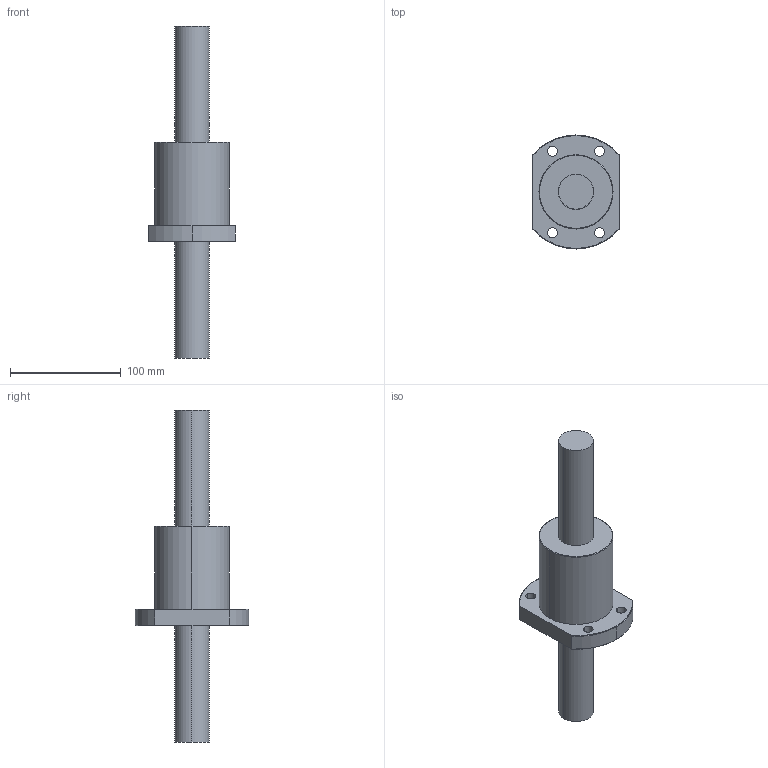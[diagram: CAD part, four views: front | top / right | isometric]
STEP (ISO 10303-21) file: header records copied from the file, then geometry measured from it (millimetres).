
FILE_DESCRIPTION (( 'STEP AP203' ), '1' );
FILE_NAME ('STK3210.STEP', '2014-07-02T01:38:31', ( 'woni' ), ( '' ), 'SwSTEP 2.0', 'SolidWorks 2013', '' );
FILE_SCHEMA (( 'CONFIG_CONTROL_DESIGN' ));
Length unit declared in the file: millimetre
Products named in the file (3): STK3210; RM3210
Assembly tree (2 placements, depth 2):
  STK3210
    RM3210
    STK3210
Bounding box: 78 x 103 x 300 mm (x, y, z)
Volume: 530791 mm3; surface area: 74998.4 mm2
Topology: 2 solids, 2 shells, 37 faces, 89 edges, 57 vertices
Faces by surface type: cylinder 21, cone 9, plane 7
Entity records: 1541 total; most frequent: CARTESIAN_POINT 332, DIRECTION 206, ORIENTED_EDGE 178, EDGE_CURVE 89, AXIS2_PLACEMENT_3D 87, VERTEX_POINT 57, EDGE_LOOP 50, CIRCLE 45
